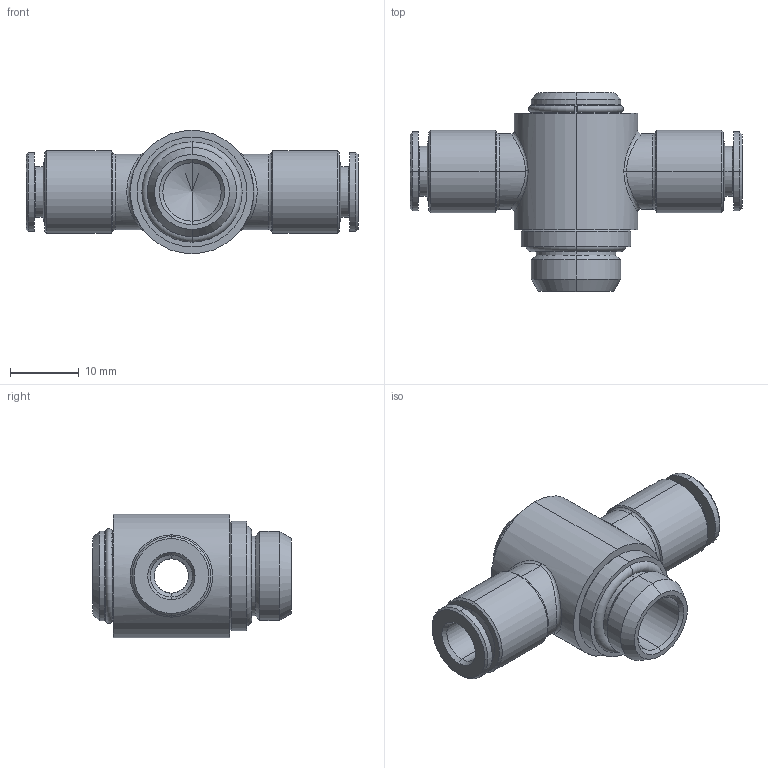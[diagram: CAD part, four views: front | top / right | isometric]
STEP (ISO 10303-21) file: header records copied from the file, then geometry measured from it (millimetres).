
FILE_DESCRIPTION (( 'STEP AP203' ), '1' );
FILE_NAME ('A0120032.STEP', '2009-11-25T09:16:54', ( 'Gabriele' ), ( 'C.Matic srl' ), 'SwSTEP 2.0', 'SolidWorks 2009', '' );
FILE_SCHEMA (( 'CONFIG_CONTROL_DESIGN' ));
Length unit declared in the file: millimetre
Products named in the file (1): A0120032
Bounding box: 48.4 x 29 x 18 mm (x, y, z)
Volume: 6804.4 mm3; surface area: 4700.6 mm2
Topology: 1 solids, 1 shells, 117 faces, 253 edges, 148 vertices
Faces by surface type: cone 44, cylinder 40, plane 22, torus 7, bspline 4
Entity records: 5677 total; most frequent: CARTESIAN_POINT 3037, DIRECTION 574, ORIENTED_EDGE 498, EDGE_CURVE 249, AXIS2_PLACEMENT_3D 237, VERTEX_POINT 148, EDGE_LOOP 135, CIRCLE 123
